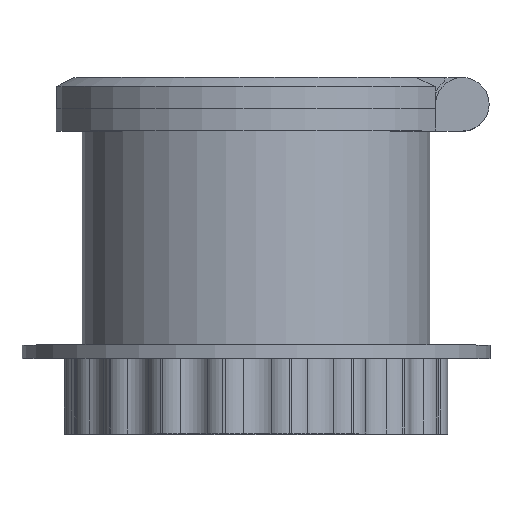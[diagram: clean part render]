
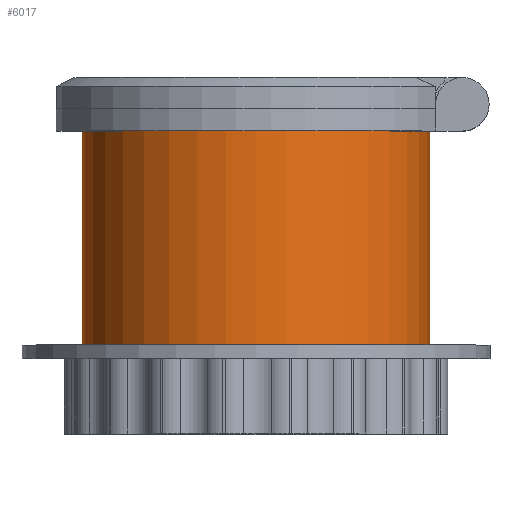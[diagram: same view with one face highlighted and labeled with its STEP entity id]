
A CAD part, top view. The second image highlights one B-rep face of the part: STEP entity #6017.
In plain terms, the highlighted cylindrical face has radius 39 mm (diameter 78 mm), a full revolution.
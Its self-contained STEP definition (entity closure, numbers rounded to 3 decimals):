
#417=FACE_OUTER_BOUND('',#779,.T.);
#779=EDGE_LOOP('',(#4551,#4552,#4553,#4554,#4555,#4556));
#1218=LINE('',#9286,#1838);
#1838=VECTOR('',#7453,39.);
#2349=CIRCLE('',#6464,39.);
#2350=CIRCLE('',#6465,39.);
#2355=CIRCLE('',#6473,39.);
#2356=CIRCLE('',#6474,39.);
#2713=VERTEX_POINT('',#9269);
#2714=VERTEX_POINT('',#9270);
#2719=VERTEX_POINT('',#9285);
#2720=VERTEX_POINT('',#9287);
#3393=EDGE_CURVE('',#2713,#2714,#2349,.T.);
#3394=EDGE_CURVE('',#2714,#2713,#2350,.T.);
#3400=EDGE_CURVE('',#2714,#2719,#1218,.T.);
#3401=EDGE_CURVE('',#2719,#2720,#2355,.T.);
#3402=EDGE_CURVE('',#2720,#2719,#2356,.T.);
#4551=ORIENTED_EDGE('',*,*,#3393,.F.);
#4552=ORIENTED_EDGE('',*,*,#3394,.F.);
#4553=ORIENTED_EDGE('',*,*,#3400,.T.);
#4554=ORIENTED_EDGE('',*,*,#3401,.T.);
#4555=ORIENTED_EDGE('',*,*,#3402,.T.);
#4556=ORIENTED_EDGE('',*,*,#3400,.F.);
#5821=CYLINDRICAL_SURFACE('',#6472,39.);
#6017=ADVANCED_FACE('',(#417),#5821,.T.);
#6464=AXIS2_PLACEMENT_3D('',#9271,#7434,#7435);
#6465=AXIS2_PLACEMENT_3D('',#9272,#7436,#7437);
#6472=AXIS2_PLACEMENT_3D('',#9284,#7451,#7452);
#6473=AXIS2_PLACEMENT_3D('',#9288,#7454,#7455);
#6474=AXIS2_PLACEMENT_3D('',#9289,#7456,#7457);
#7434=DIRECTION('center_axis',(0.,1.,0.));
#7435=DIRECTION('ref_axis',(-1.,0.,0.));
#7436=DIRECTION('center_axis',(0.,1.,0.));
#7437=DIRECTION('ref_axis',(-1.,0.,0.));
#7451=DIRECTION('center_axis',(0.,1.,0.));
#7452=DIRECTION('ref_axis',(-1.,0.,0.));
#7453=DIRECTION('',(0.,-1.,0.));
#7454=DIRECTION('center_axis',(0.,1.,0.));
#7455=DIRECTION('ref_axis',(-1.,0.,0.));
#7456=DIRECTION('center_axis',(0.,1.,0.));
#7457=DIRECTION('ref_axis',(-1.,0.,0.));
#9269=CARTESIAN_POINT('',(-39.,68.,0.));
#9270=CARTESIAN_POINT('',(39.,68.,0.));
#9271=CARTESIAN_POINT('Origin',(0.,68.,0.));
#9272=CARTESIAN_POINT('Origin',(0.,68.,0.));
#9284=CARTESIAN_POINT('Origin',(0.,0.,0.));
#9285=CARTESIAN_POINT('',(39.,0.,0.));
#9286=CARTESIAN_POINT('',(39.,0.,0.));
#9287=CARTESIAN_POINT('',(-39.,0.,0.));
#9288=CARTESIAN_POINT('Origin',(0.,0.,0.));
#9289=CARTESIAN_POINT('Origin',(0.,0.,0.));
